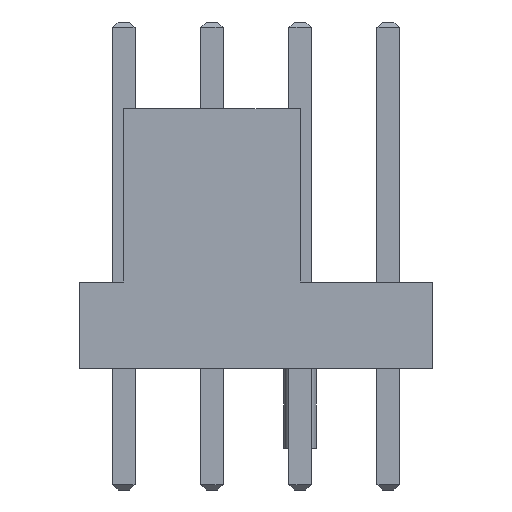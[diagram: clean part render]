
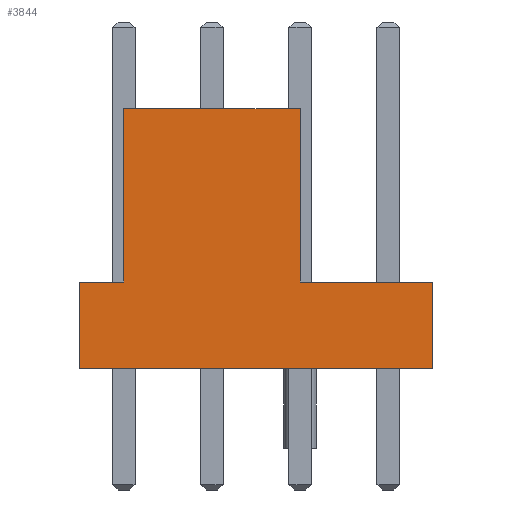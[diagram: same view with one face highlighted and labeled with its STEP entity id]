
A CAD part, front view. The second image highlights one B-rep face of the part: STEP entity #3844.
In plain terms, the highlighted planar face has unit normal (0, -1, 0).
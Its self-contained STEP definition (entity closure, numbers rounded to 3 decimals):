
#2 = VERTEX_POINT ( 'NONE', #4045 ) ;
#66 = EDGE_CURVE ( 'NONE', #2462, #2617, #2616, .T. ) ;
#69 = DIRECTION ( 'NONE',  ( -1., 0., 0. ) ) ;
#130 = VECTOR ( 'NONE', #1241, 1000. ) ;
#242 = LINE ( 'NONE', #2620, #2597 ) ;
#300 = ORIENTED_EDGE ( 'NONE', *, *, #2090, .T. ) ;
#338 = CARTESIAN_POINT ( 'NONE',  ( 5.08, -3.3, 7.5 ) ) ;
#386 = LINE ( 'NONE', #2812, #3607 ) ;
#473 = DIRECTION ( 'NONE',  ( 0., 1., 0. ) ) ;
#494 = EDGE_CURVE ( 'NONE', #2, #1676, #1785, .T. ) ;
#563 = CARTESIAN_POINT ( 'NONE',  ( 5.08, -3.3, 2.5 ) ) ;
#727 = VERTEX_POINT ( 'NONE', #1498 ) ;
#882 = CARTESIAN_POINT ( 'NONE',  ( 8.91, -3.3, 7.5 ) ) ;
#1059 = AXIS2_PLACEMENT_3D ( 'NONE', #1264, #473, #2877 ) ;
#1077 = CARTESIAN_POINT ( 'NONE',  ( 0., -3.3, 7.5 ) ) ;
#1170 = CARTESIAN_POINT ( 'NONE',  ( -1.29, -3.3, 2.5 ) ) ;
#1241 = DIRECTION ( 'NONE',  ( 0., 0., 1. ) ) ;
#1264 = CARTESIAN_POINT ( 'NONE',  ( 8.91, -3.3, 7.5 ) ) ;
#1290 = VECTOR ( 'NONE', #2889, 1000. ) ;
#1472 = DIRECTION ( 'NONE',  ( -1., 0., 0. ) ) ;
#1484 = CARTESIAN_POINT ( 'NONE',  ( 8.91, -3.3, 0. ) ) ;
#1492 = DIRECTION ( 'NONE',  ( -1., 0., 0. ) ) ;
#1498 = CARTESIAN_POINT ( 'NONE',  ( -1.29, -3.3, 0. ) ) ;
#1516 = EDGE_CURVE ( 'NONE', #2, #3003, #1852, .T. ) ;
#1527 = EDGE_CURVE ( 'NONE', #2617, #2936, #3367, .T. ) ;
#1676 = VERTEX_POINT ( 'NONE', #563 ) ;
#1702 = VECTOR ( 'NONE', #3021, 1000. ) ;
#1785 = LINE ( 'NONE', #3175, #2706 ) ;
#1852 = LINE ( 'NONE', #3248, #1290 ) ;
#1922 = ORIENTED_EDGE ( 'NONE', *, *, #1516, .F. ) ;
#1928 = ORIENTED_EDGE ( 'NONE', *, *, #3489, .T. ) ;
#1987 = ORIENTED_EDGE ( 'NONE', *, *, #66, .T. ) ;
#2090 = EDGE_CURVE ( 'NONE', #1676, #2462, #3978, .T. ) ;
#2172 = PLANE ( 'NONE',  #1059 ) ;
#2323 = CARTESIAN_POINT ( 'NONE',  ( -1.29, -3.3, 2.5 ) ) ;
#2411 = VECTOR ( 'NONE', #2635, 1000. ) ;
#2462 = VERTEX_POINT ( 'NONE', #338 ) ;
#2504 = ORIENTED_EDGE ( 'NONE', *, *, #2615, .F. ) ;
#2597 = VECTOR ( 'NONE', #3671, 1000. ) ;
#2615 = EDGE_CURVE ( 'NONE', #3003, #727, #386, .T. ) ;
#2616 = LINE ( 'NONE', #882, #2411 ) ;
#2617 = VERTEX_POINT ( 'NONE', #1077 ) ;
#2620 = CARTESIAN_POINT ( 'NONE',  ( -1.29, -3.3, 7.5 ) ) ;
#2635 = DIRECTION ( 'NONE',  ( -1., 0., 0. ) ) ;
#2672 = VECTOR ( 'NONE', #1472, 1000. ) ;
#2706 = VECTOR ( 'NONE', #69, 1000. ) ;
#2812 = CARTESIAN_POINT ( 'NONE',  ( 8.91, -3.3, 0. ) ) ;
#2877 = DIRECTION ( 'NONE',  ( 0., 0., 1. ) ) ;
#2889 = DIRECTION ( 'NONE',  ( 0., 0., -1. ) ) ;
#2921 = CARTESIAN_POINT ( 'NONE',  ( 0., -3.3, 2.5 ) ) ;
#2936 = VERTEX_POINT ( 'NONE', #2921 ) ;
#2974 = ORIENTED_EDGE ( 'NONE', *, *, #494, .T. ) ;
#2980 = CARTESIAN_POINT ( 'NONE',  ( 5.08, -3.3, 7.5 ) ) ;
#3003 = VERTEX_POINT ( 'NONE', #1484 ) ;
#3021 = DIRECTION ( 'NONE',  ( 0., 0., -1. ) ) ;
#3141 = LINE ( 'NONE', #1170, #2672 ) ;
#3175 = CARTESIAN_POINT ( 'NONE',  ( 5.08, -3.3, 2.5 ) ) ;
#3238 = EDGE_CURVE ( 'NONE', #4226, #727, #242, .T. ) ;
#3248 = CARTESIAN_POINT ( 'NONE',  ( 8.91, -3.3, 7.5 ) ) ;
#3310 = ORIENTED_EDGE ( 'NONE', *, *, #3238, .T. ) ;
#3367 = LINE ( 'NONE', #3433, #1702 ) ;
#3433 = CARTESIAN_POINT ( 'NONE',  ( 0., -3.3, 2.5 ) ) ;
#3486 = ORIENTED_EDGE ( 'NONE', *, *, #1527, .T. ) ;
#3489 = EDGE_CURVE ( 'NONE', #2936, #4226, #3141, .T. ) ;
#3607 = VECTOR ( 'NONE', #1492, 1000. ) ;
#3661 = FACE_OUTER_BOUND ( 'NONE', #4268, .T. ) ;
#3671 = DIRECTION ( 'NONE',  ( 0., 0., -1. ) ) ;
#3844 = ADVANCED_FACE ( 'NONE', ( #3661 ), #2172, .F. ) ;
#3978 = LINE ( 'NONE', #2980, #130 ) ;
#4045 = CARTESIAN_POINT ( 'NONE',  ( 8.91, -3.3, 2.5 ) ) ;
#4226 = VERTEX_POINT ( 'NONE', #2323 ) ;
#4268 = EDGE_LOOP ( 'NONE', ( #3486, #1928, #3310, #2504, #1922, #2974, #300, #1987 ) ) ;
